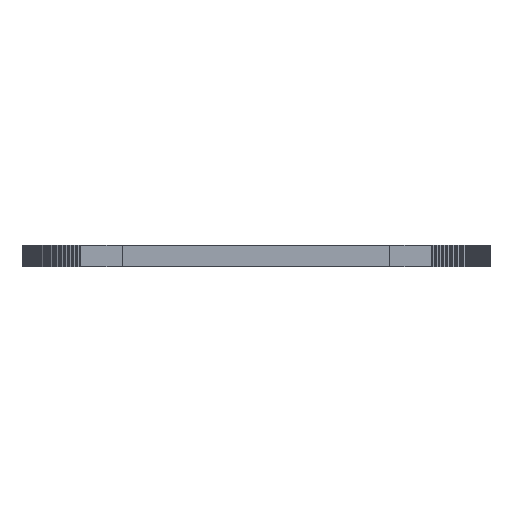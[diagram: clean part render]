
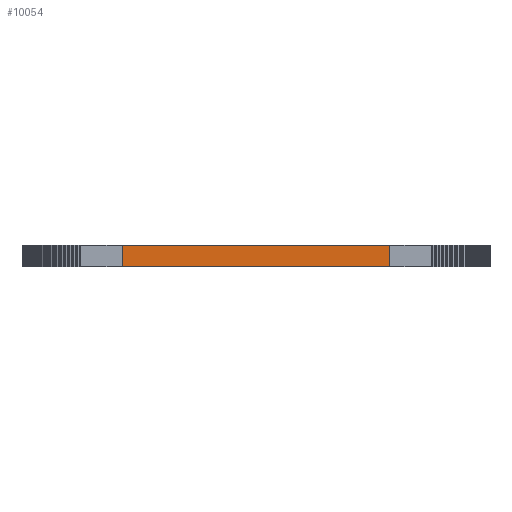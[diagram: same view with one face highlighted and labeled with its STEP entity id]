
A CAD part, left-side view. The second image highlights one B-rep face of the part: STEP entity #10054.
In plain terms, the highlighted planar face has unit normal (-1, 0, 0).
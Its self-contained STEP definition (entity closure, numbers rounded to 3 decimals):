
#436 = EDGE_CURVE ( 'NONE', #3657, #7942, #5436, .T. ) ;
#463 = DIRECTION ( 'NONE',  ( 1., 0., 0. ) ) ;
#767 = ORIENTED_EDGE ( 'NONE', *, *, #436, .T. ) ;
#867 = LINE ( 'NONE', #7990, #9817 ) ;
#911 = CARTESIAN_POINT ( 'NONE',  ( 0.565, 8.712, 1.6 ) ) ;
#1260 = DIRECTION ( 'NONE',  ( 0., -1., 0. ) ) ;
#1669 = CARTESIAN_POINT ( 'NONE',  ( 0.565, 8.712, 0. ) ) ;
#1846 = LINE ( 'NONE', #911, #8750 ) ;
#2176 = CARTESIAN_POINT ( 'NONE',  ( 0.565, 8.712, 1.6 ) ) ;
#2487 = VECTOR ( 'NONE', #3157, 1000. ) ;
#2509 = ORIENTED_EDGE ( 'NONE', *, *, #8937, .F. ) ;
#2772 = LINE ( 'NONE', #3198, #2487 ) ;
#3051 = PLANE ( 'NONE',  #5790 ) ;
#3140 = VECTOR ( 'NONE', #1260, 1000. ) ;
#3157 = DIRECTION ( 'NONE',  ( 0., 0., -1. ) ) ;
#3198 = CARTESIAN_POINT ( 'NONE',  ( 0.565, 29.032, 1.6 ) ) ;
#3657 = VERTEX_POINT ( 'NONE', #8026 ) ;
#3915 = CARTESIAN_POINT ( 'NONE',  ( 0.565, 8.712, 0. ) ) ;
#4901 = CARTESIAN_POINT ( 'NONE',  ( 0.565, 29.032, 1.6 ) ) ;
#4927 = ORIENTED_EDGE ( 'NONE', *, *, #7128, .F. ) ;
#5436 = LINE ( 'NONE', #1669, #3140 ) ;
#5733 = FACE_OUTER_BOUND ( 'NONE', #7668, .T. ) ;
#5790 = AXIS2_PLACEMENT_3D ( 'NONE', #2176, #463, #6527 ) ;
#6031 = VERTEX_POINT ( 'NONE', #10612 ) ;
#6527 = DIRECTION ( 'NONE',  ( 0., 0., -1. ) ) ;
#6614 = ORIENTED_EDGE ( 'NONE', *, *, #7429, .T. ) ;
#7128 = EDGE_CURVE ( 'NONE', #9619, #6031, #867, .T. ) ;
#7429 = EDGE_CURVE ( 'NONE', #9619, #3657, #2772, .T. ) ;
#7668 = EDGE_LOOP ( 'NONE', ( #767, #2509, #4927, #6614 ) ) ;
#7853 = DIRECTION ( 'NONE',  ( 0., 0., -1. ) ) ;
#7942 = VERTEX_POINT ( 'NONE', #3915 ) ;
#7990 = CARTESIAN_POINT ( 'NONE',  ( 0.565, 8.712, 1.6 ) ) ;
#8026 = CARTESIAN_POINT ( 'NONE',  ( 0.565, 29.032, 0. ) ) ;
#8750 = VECTOR ( 'NONE', #7853, 1000. ) ;
#8889 = DIRECTION ( 'NONE',  ( 0., -1., 0. ) ) ;
#8937 = EDGE_CURVE ( 'NONE', #6031, #7942, #1846, .T. ) ;
#9619 = VERTEX_POINT ( 'NONE', #4901 ) ;
#9817 = VECTOR ( 'NONE', #8889, 1000. ) ;
#10054 = ADVANCED_FACE ( 'NONE', ( #5733 ), #3051, .F. ) ;
#10612 = CARTESIAN_POINT ( 'NONE',  ( 0.565, 8.712, 1.6 ) ) ;
